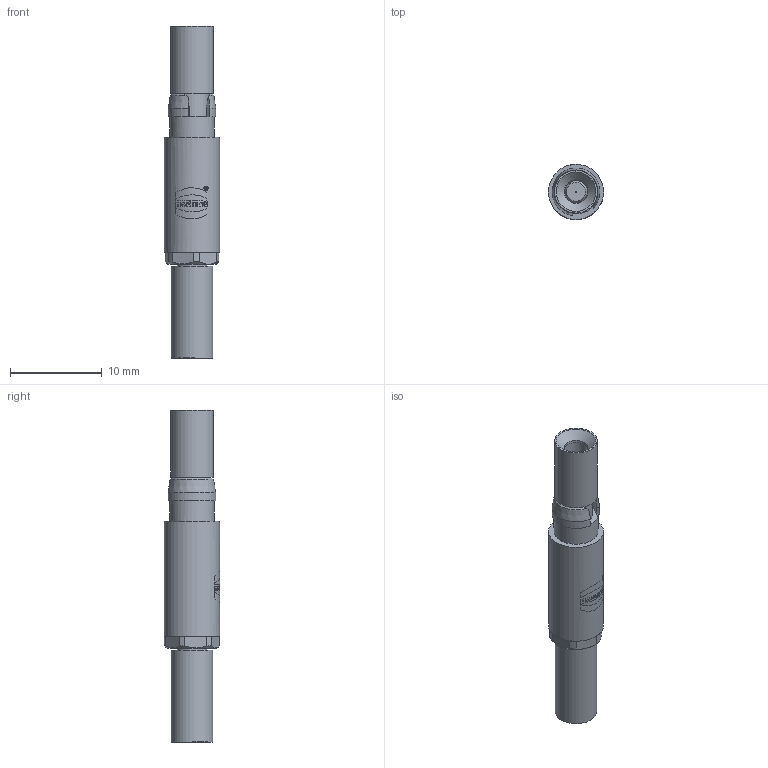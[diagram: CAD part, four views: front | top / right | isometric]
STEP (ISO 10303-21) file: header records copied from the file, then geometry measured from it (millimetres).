
FILE_DESCRIPTION(/* description */ (''),/* implementation_level */ '2;1');
FILE_NAME(/* name */ '100663053ugm000_b.stp',/* time_stamp */ '2017-10-27T14:18:19+02:00',/* author */ (''),/* organization */ (''),/* preprocessor_version */ 'ST-DEVELOPER v16',/* originating_system */ 'SIEMENS PLM Software NX 10.0',/* authorisation */ '');
FILE_SCHEMA (('AUTOMOTIVE_DESIGN { 1 0 10303 214 3 1 1 1 }'));
Length unit declared in the file: millimetre
Products named in the file (1): 100663053ugm000_b
Bounding box: 6 x 6 x 36.1 mm (x, y, z)
Volume: 0.8 mm3; surface area: 1444.8 mm2
Topology: 2 solids, 3 shells, 102 faces, 313 edges, 239 vertices
Faces by surface type: cylinder 33, plane 31, revolution 18, bspline 14, cone 6
Full cylindrical faces by diameter (mm): 1.435 x1, 2.65 x1, 3.2 x1, 3.6 x1, 4.5 x1, 4.6 x1, 4.65 x1, 4.7 x1, 4.8 x1, 6 x1
Entity records: 6174 total; most frequent: CARTESIAN_POINT 2931, ORIENTED_EDGE 540, DIRECTION 399, EDGE_CURVE 270, VERTEX_POINT 236, AXIS2_PLACEMENT_3D 175, EDGE_LOOP 174, FACE_BOUND 132
